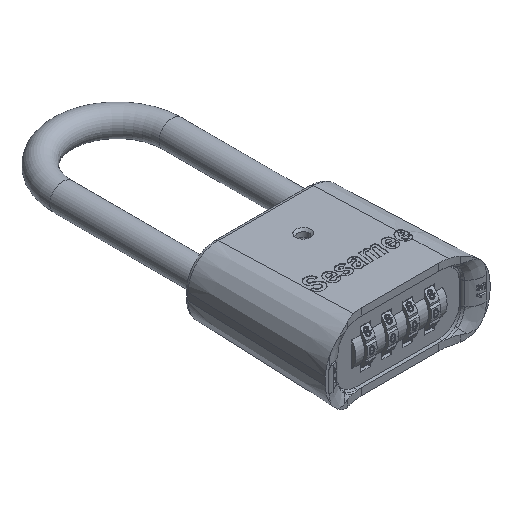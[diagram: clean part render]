
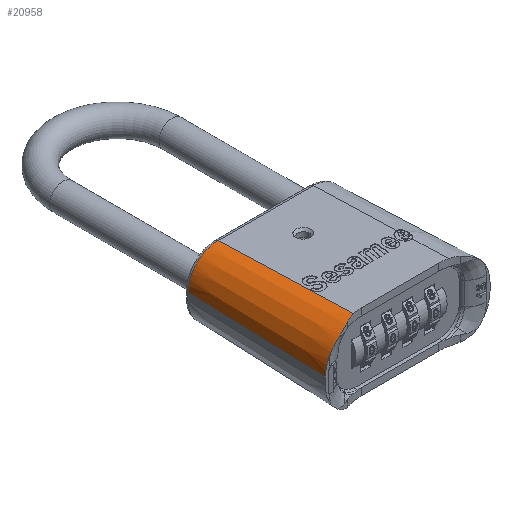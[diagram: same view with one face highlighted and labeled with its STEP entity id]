
A CAD part, isometric view. The second image highlights one B-rep face of the part: STEP entity #20958.
In plain terms, the highlighted conical face has half-angle 1.8 degrees and reference radius 9.16 mm.
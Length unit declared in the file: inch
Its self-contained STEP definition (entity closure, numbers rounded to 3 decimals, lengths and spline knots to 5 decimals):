
#813=CONICAL_SURFACE('',#22327,0.36064,0.031);
#841=LINE('',#28845,#2404);
#864=LINE('',#30040,#2427);
#2404=VECTOR('',#23920,0.39389);
#2427=VECTOR('',#23949,0.39389);
#4243=FACE_OUTER_BOUND('',#5489,.T.);
#5489=EDGE_LOOP('',(#14054,#14055,#14056,#14057,#14058,#14059,#14060));
#6764=B_SPLINE_CURVE_WITH_KNOTS('',3,(#28748,#28749,#28750,#28751,#28752,
#28753,#28754,#28755,#28756,#28757),.UNSPECIFIED.,.F.,.F.,(4,3,3,4),(-0.7854,
-0.3366,0.1122,0.7854),.UNSPECIFIED.);
#6857=B_SPLINE_CURVE_WITH_KNOTS('',3,(#30044,#30045,#30046,#30047,#30048,
#30049,#30050,#30051),.UNSPECIFIED.,.F.,.F.,(4,2,2,4),(-0.53513,
-0.32362,-0.25829,-0.22226),.UNSPECIFIED.);
#6858=B_SPLINE_CURVE_WITH_KNOTS('',3,(#30053,#30054,#30055,#30056,#30057,
#30058,#30059,#30060),.UNSPECIFIED.,.F.,.F.,(4,2,2,4),(3.52498,
3.68701,3.95013,3.99931),.UNSPECIFIED.);
#6859=B_SPLINE_CURVE_WITH_KNOTS('',3,(#30061,#30062,#30063,#30064,#30065,
#30066),.UNSPECIFIED.,.F.,.F.,(4,2,4),(1.38737,1.52646,
1.64763),.UNSPECIFIED.);
#7810=CIRCLE('',#22328,0.41439);
#8425=VERTEX_POINT('',#28610);
#8428=VERTEX_POINT('',#28618);
#8449=VERTEX_POINT('',#28844);
#8556=VERTEX_POINT('',#30039);
#8557=VERTEX_POINT('',#30041);
#8558=VERTEX_POINT('',#30043);
#8559=VERTEX_POINT('',#30052);
#10579=EDGE_CURVE('',#8428,#8425,#6764,.T.);
#10595=EDGE_CURVE('',#8449,#8425,#841,.T.);
#10704=EDGE_CURVE('',#8428,#8556,#864,.T.);
#10705=EDGE_CURVE('',#8556,#8557,#7810,.T.);
#10706=EDGE_CURVE('',#8557,#8558,#6857,.T.);
#10707=EDGE_CURVE('',#8558,#8559,#6858,.T.);
#10708=EDGE_CURVE('',#8559,#8449,#6859,.T.);
#14054=ORIENTED_EDGE('',*,*,#10579,.F.);
#14055=ORIENTED_EDGE('',*,*,#10704,.T.);
#14056=ORIENTED_EDGE('',*,*,#10705,.T.);
#14057=ORIENTED_EDGE('',*,*,#10706,.T.);
#14058=ORIENTED_EDGE('',*,*,#10707,.T.);
#14059=ORIENTED_EDGE('',*,*,#10708,.T.);
#14060=ORIENTED_EDGE('',*,*,#10595,.T.);
#20958=ADVANCED_FACE('',(#4243),#813,.T.);
#22327=AXIS2_PLACEMENT_3D('',#30038,#23947,#23948);
#22328=AXIS2_PLACEMENT_3D('',#30042,#23950,#23951);
#23920=DIRECTION('',(-0.001,0.999,0.032));
#23947=DIRECTION('center_axis',(0.001,-1.,
-0.001));
#23948=DIRECTION('ref_axis',(1.,0.001,0.));
#23949=DIRECTION('',(0.032,-0.999,-0.001));
#23950=DIRECTION('center_axis',(0.,1.,0.));
#23951=DIRECTION('ref_axis',(0.707,0.,-0.707));
#28610=CARTESIAN_POINT('',(0.57183,0.85026,-0.40513));
#28618=CARTESIAN_POINT('',(0.93264,0.85026,-0.04432));
#28748=CARTESIAN_POINT('Ctrl Pts',(0.93264,0.85026,
-0.04432));
#28749=CARTESIAN_POINT('Ctrl Pts',(0.93264,0.85026,
-0.0983));
#28750=CARTESIAN_POINT('Ctrl Pts',(0.9203,0.85027,
-0.15219));
#28751=CARTESIAN_POINT('Ctrl Pts',(0.89688,0.85027,
-0.20082));
#28752=CARTESIAN_POINT('Ctrl Pts',(0.87347,0.85027,-0.24944));
#28753=CARTESIAN_POINT('Ctrl Pts',(0.83899,0.85027,-0.29281));
#28754=CARTESIAN_POINT('Ctrl Pts',(0.79678,0.85027,-0.32639));
#28755=CARTESIAN_POINT('Ctrl Pts',(0.73347,0.85027,-0.37677));
#28756=CARTESIAN_POINT('Ctrl Pts',(0.65279,0.85027,-0.40513));
#28757=CARTESIAN_POINT('Ctrl Pts',(0.57183,0.85026,
-0.40513));
#28844=CARTESIAN_POINT('',(0.57306,-0.77277,-0.45737));
#28845=CARTESIAN_POINT('',(0.57182,0.85604,-0.40495));
#30038=CARTESIAN_POINT('Origin',(0.57181,0.85577,-0.04431));
#30039=CARTESIAN_POINT('',(0.9875,-0.85438,-0.04561));
#30040=CARTESIAN_POINT('',(0.93245,0.85604,-0.04432));
#30041=CARTESIAN_POINT('',(0.92153,-0.85437,-0.26994));
#30042=CARTESIAN_POINT('Origin',(0.57312,-0.85438,-0.04561));
#30043=CARTESIAN_POINT('',(0.84059,-0.85229,-0.36203));
#30044=CARTESIAN_POINT('Ctrl Pts',(0.92153,-0.85438,-0.26994));
#30045=CARTESIAN_POINT('Ctrl Pts',(0.90651,-0.85438,-0.29328));
#30046=CARTESIAN_POINT('Ctrl Pts',(0.88917,-0.85407,
-0.31504));
#30047=CARTESIAN_POINT('Ctrl Pts',(0.86379,-0.85323,
-0.34102));
#30048=CARTESIAN_POINT('Ctrl Pts',(0.85761,-0.853,
-0.34697));
#30049=CARTESIAN_POINT('Ctrl Pts',(0.84775,-0.8526,
-0.35588));
#30050=CARTESIAN_POINT('Ctrl Pts',(0.84419,-0.85245,
-0.35899));
#30051=CARTESIAN_POINT('Ctrl Pts',(0.84059,-0.85229,
-0.36203));
#30052=CARTESIAN_POINT('',(0.67488,-0.8075,-0.44575));
#30053=CARTESIAN_POINT('Ctrl Pts',(0.84059,-0.85229,
-0.36203));
#30054=CARTESIAN_POINT('Ctrl Pts',(0.8242,-0.85078,
-0.37582));
#30055=CARTESIAN_POINT('Ctrl Pts',(0.80686,-0.84837,
-0.38819));
#30056=CARTESIAN_POINT('Ctrl Pts',(0.75976,-0.83902,
-0.4166));
#30057=CARTESIAN_POINT('Ctrl Pts',(0.72643,-0.8295,
-0.43127));
#30058=CARTESIAN_POINT('Ctrl Pts',(0.68718,-0.81309,
-0.44265));
#30059=CARTESIAN_POINT('Ctrl Pts',(0.68101,-0.81036,
-0.44428));
#30060=CARTESIAN_POINT('Ctrl Pts',(0.67488,-0.8075,-0.44575));
#30061=CARTESIAN_POINT('Ctrl Pts',(0.67488,-0.8075,-0.44575));
#30062=CARTESIAN_POINT('Ctrl Pts',(0.65778,-0.79952,
-0.44983));
#30063=CARTESIAN_POINT('Ctrl Pts',(0.6399,-0.79237,
-0.45297));
#30064=CARTESIAN_POINT('Ctrl Pts',(0.60566,-0.78096,
-0.45666));
#30065=CARTESIAN_POINT('Ctrl Pts',(0.58938,-0.77644,
-0.45749));
#30066=CARTESIAN_POINT('Ctrl Pts',(0.57306,-0.77277,
-0.45737));
